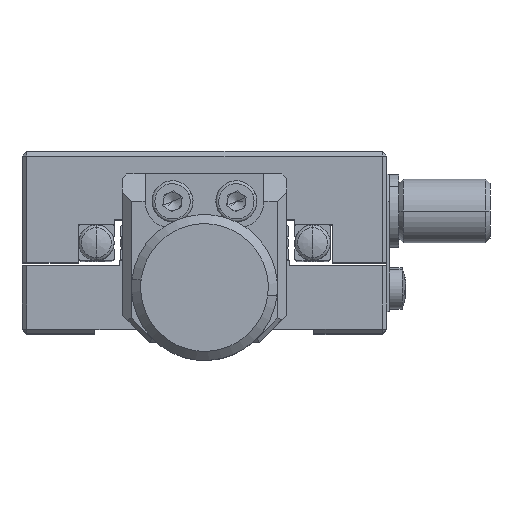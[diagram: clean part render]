
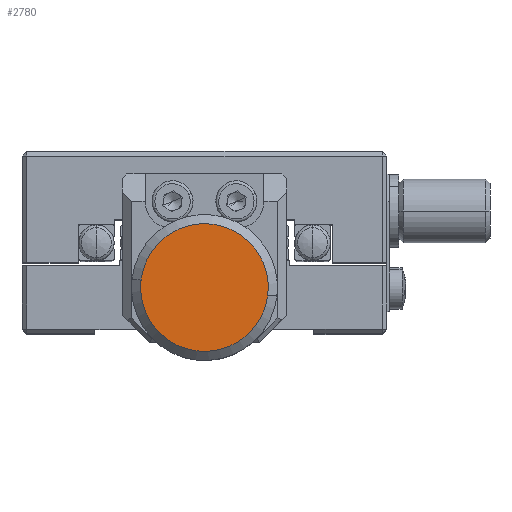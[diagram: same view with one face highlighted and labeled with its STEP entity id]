
A CAD part, top view. The second image highlights one B-rep face of the part: STEP entity #2780.
In plain terms, the highlighted planar face has unit normal (0, 0, 1).
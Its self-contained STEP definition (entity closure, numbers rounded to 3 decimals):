
#371 = DIRECTION ( 'NONE',  ( 0., 0., 1. ) ) ;
#476 = EDGE_CURVE ( 'NONE', #2076, #13754, #3462, .T. ) ;
#656 = ORIENTED_EDGE ( 'NONE', *, *, #476, .T. ) ;
#1852 = DIRECTION ( 'NONE',  ( 0., 0., -1. ) ) ;
#2076 = VERTEX_POINT ( 'NONE', #7094 ) ;
#2780 = ADVANCED_FACE ( 'NONE', ( #20639 ), #13383, .F. ) ;
#3462 = CIRCLE ( 'NONE', #11037, 7. ) ;
#3522 = CARTESIAN_POINT ( 'NONE',  ( -5.706, -6.568, 119.732 ) ) ;
#3912 = CIRCLE ( 'NONE', #13511, 7. ) ;
#5096 = CARTESIAN_POINT ( 'NONE',  ( -5.706, -6.568, 119.732 ) ) ;
#5245 = CARTESIAN_POINT ( 'NONE',  ( -5.706, -6.568, 119.732 ) ) ;
#6703 = ORIENTED_EDGE ( 'NONE', *, *, #15551, .T. ) ;
#7094 = CARTESIAN_POINT ( 'NONE',  ( 1.247, -7.377, 119.732 ) ) ;
#10656 = AXIS2_PLACEMENT_3D ( 'NONE', #3522, #1852, #11716 ) ;
#11037 = AXIS2_PLACEMENT_3D ( 'NONE', #5245, #371, #18273 ) ;
#11599 = DIRECTION ( 'NONE',  ( 0.993, -0.116, 0. ) ) ;
#11716 = DIRECTION ( 'NONE',  ( 0.993, -0.116, 0. ) ) ;
#13383 = PLANE ( 'NONE',  #10656 ) ;
#13511 = AXIS2_PLACEMENT_3D ( 'NONE', #5096, #19815, #11599 ) ;
#13754 = VERTEX_POINT ( 'NONE', #19092 ) ;
#15551 = EDGE_CURVE ( 'NONE', #13754, #2076, #3912, .T. ) ;
#18273 = DIRECTION ( 'NONE',  ( 0.993, -0.116, 0. ) ) ;
#19092 = CARTESIAN_POINT ( 'NONE',  ( -12.659, -5.76, 119.732 ) ) ;
#19815 = DIRECTION ( 'NONE',  ( 0., 0., 1. ) ) ;
#20431 = EDGE_LOOP ( 'NONE', ( #656, #6703 ) ) ;
#20639 = FACE_OUTER_BOUND ( 'NONE', #20431, .T. ) ;
